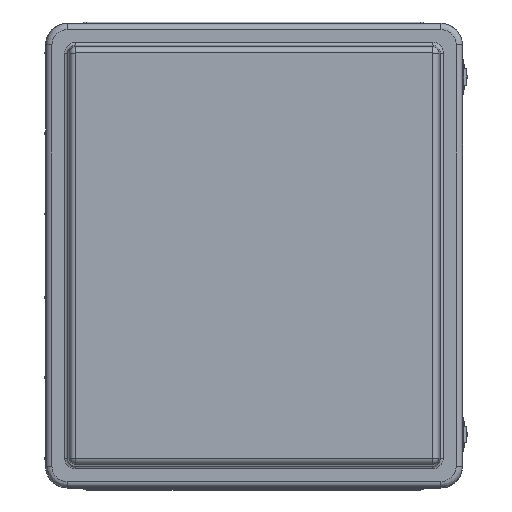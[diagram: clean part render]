
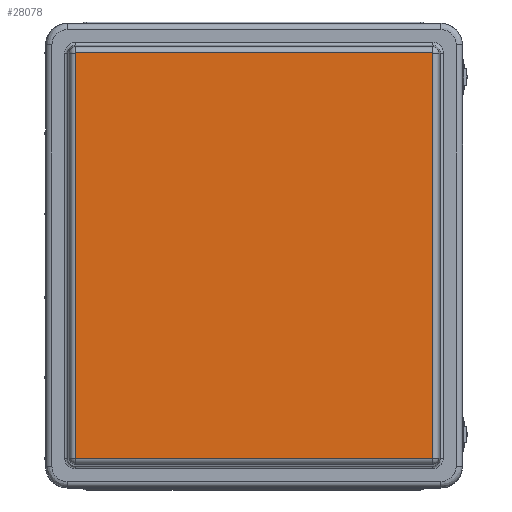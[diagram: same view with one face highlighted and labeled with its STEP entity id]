
A CAD part, top view. The second image highlights one B-rep face of the part: STEP entity #28078.
In plain terms, the highlighted planar face has unit normal (0, 0, 1).
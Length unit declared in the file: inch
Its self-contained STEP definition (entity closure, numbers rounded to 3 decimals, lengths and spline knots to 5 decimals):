
#1080 = ORIENTED_EDGE ( 'NONE', *, *, #10456, .T. ) ;
#2123 = CARTESIAN_POINT ( 'NONE',  ( 7.51099, -8.49691, 2.07939 ) ) ;
#2519 = ORIENTED_EDGE ( 'NONE', *, *, #47333, .F. ) ;
#4478 = CARTESIAN_POINT ( 'NONE',  ( -7.48123, -8.49245, 2.07939 ) ) ;
#4557 = VERTEX_POINT ( 'NONE', #20306 ) ;
#4635 = CARTESIAN_POINT ( 'NONE',  ( 7.5015, 8.50292, 2.07939 ) ) ;
#4739 = CARTESIAN_POINT ( 'NONE',  ( -7.47077, -8.50292, 2.07939 ) ) ;
#4809 = CARTESIAN_POINT ( 'NONE',  ( -7.47364, 8.50292, 2.07939 ) ) ;
#5096 = CARTESIAN_POINT ( 'NONE',  ( 3.75844, -8.50292, 2.07939 ) ) ;
#5779 = CARTESIAN_POINT ( 'NONE',  ( -7.4734, -8.50267, 2.07939 ) ) ;
#7568 = CARTESIAN_POINT ( 'NONE',  ( 7.5015, -8.50292, 2.07939 ) ) ;
#7736 = AXIS2_PLACEMENT_3D ( 'NONE', #72822, #30372, #24622 ) ;
#8181 = CARTESIAN_POINT ( 'NONE',  ( 7.51173, -8.49508, 2.07939 ) ) ;
#9757 = EDGE_CURVE ( 'NONE', #55223, #51761, #12498, .T. ) ;
#10345 = CARTESIAN_POINT ( 'NONE',  ( -7.48025, 8.49691, 2.07939 ) ) ;
#10366 = EDGE_CURVE ( 'NONE', #42977, #27567, #24572, .T. ) ;
#10456 = EDGE_CURVE ( 'NONE', #41716, #12878, #66495, .T. ) ;
#10875 = CARTESIAN_POINT ( 'NONE',  ( -7.48123, 8.49245, 2.07939 ) ) ;
#11413 = VECTOR ( 'NONE', #70857, 39.37008 ) ;
#12498 = B_SPLINE_CURVE_WITH_KNOTS ( 'NONE', 3,
 ( #22176, #4809, #23225, #40164, #46078, #40412, #10345, #52116, #46343, #10875 ),
 .UNSPECIFIED., .F., .F.,
 ( 4, 2, 2, 2, 4 ),
 ( 0., 0.5, 0.625, 0.75, 1. ),
 .UNSPECIFIED. ) ;
#12878 = VERTEX_POINT ( 'NONE', #68751 ) ;
#13260 = VECTOR ( 'NONE', #22981, 39.37008 ) ;
#13835 = ORIENTED_EDGE ( 'NONE', *, *, #47283, .T. ) ;
#15000 = CARTESIAN_POINT ( 'NONE',  ( 7.51197, -8.49245, 2.07939 ) ) ;
#15071 = CARTESIAN_POINT ( 'NONE',  ( -7.47077, 8.50292, 2.07939 ) ) ;
#16082 = CARTESIAN_POINT ( 'NONE',  ( -7.48123, -4.24622, 2.07939 ) ) ;
#16292 = ORIENTED_EDGE ( 'NONE', *, *, #29615, .F. ) ;
#20306 = CARTESIAN_POINT ( 'NONE',  ( 7.51197, 8.49245, 2.07939 ) ) ;
#20599 = ORIENTED_EDGE ( 'NONE', *, *, #24030, .F. ) ;
#20815 = LINE ( 'NONE', #41148, #11413 ) ;
#21579 = CARTESIAN_POINT ( 'NONE',  ( -7.48016, -8.49784, 2.07939 ) ) ;
#22176 = CARTESIAN_POINT ( 'NONE',  ( -7.47077, 8.50292, 2.07939 ) ) ;
#22981 = DIRECTION ( 'NONE',  ( -1., 0., 0. ) ) ;
#23225 = CARTESIAN_POINT ( 'NONE',  ( -7.47616, 8.50184, 2.07939 ) ) ;
#23908 = CARTESIAN_POINT ( 'NONE',  ( 7.51197, 8.49532, 2.07939 ) ) ;
#24030 = EDGE_CURVE ( 'NONE', #42977, #12878, #38565, .T. ) ;
#24175 = ORIENTED_EDGE ( 'NONE', *, *, #9757, .T. ) ;
#24572 = B_SPLINE_CURVE_WITH_KNOTS ( 'NONE', 3,
 ( #61946, #74511, #50743, #50232, #62718, #56462, #2123, #8181, #38554, #15000 ),
 .UNSPECIFIED., .F., .F.,
 ( 4, 2, 2, 2, 4 ),
 ( 0., 0.5, 0.625, 0.75, 1. ),
 .UNSPECIFIED. ) ;
#24622 = DIRECTION ( 'NONE',  ( 1., 0., 0. ) ) ;
#24679 = DIRECTION ( 'NONE',  ( 1., 0., 0. ) ) ;
#26234 = EDGE_CURVE ( 'NONE', #4557, #27567, #20815, .T. ) ;
#26531 = LINE ( 'NONE', #16082, #75968 ) ;
#27567 = VERTEX_POINT ( 'NONE', #54225 ) ;
#28078 = ADVANCED_FACE ( 'NONE', ( #34210 ), #43291, .T. ) ;
#28219 = CARTESIAN_POINT ( 'NONE',  ( -7.48123, 8.49245, 2.07939 ) ) ;
#29388 = CARTESIAN_POINT ( 'NONE',  ( 7.5109, 8.49784, 2.07939 ) ) ;
#29615 = EDGE_CURVE ( 'NONE', #41716, #51761, #26531, .T. ) ;
#29904 = CARTESIAN_POINT ( 'NONE',  ( 7.50414, 8.50267, 2.07939 ) ) ;
#30372 = DIRECTION ( 'NONE',  ( 0., 0., 1. ) ) ;
#34210 = FACE_OUTER_BOUND ( 'NONE', #58389, .T. ) ;
#34842 = CARTESIAN_POINT ( 'NONE',  ( -7.48123, -8.49245, 2.07939 ) ) ;
#35646 = CARTESIAN_POINT ( 'NONE',  ( -7.47713, -8.5008, 2.07939 ) ) ;
#37197 = ORIENTED_EDGE ( 'NONE', *, *, #10366, .T. ) ;
#38554 = CARTESIAN_POINT ( 'NONE',  ( 7.51197, -8.4938, 2.07939 ) ) ;
#38565 = LINE ( 'NONE', #5096, #13260 ) ;
#40164 = CARTESIAN_POINT ( 'NONE',  ( -7.47867, 8.49935, 2.07939 ) ) ;
#40412 = CARTESIAN_POINT ( 'NONE',  ( -7.47989, 8.49763, 2.07939 ) ) ;
#41148 = CARTESIAN_POINT ( 'NONE',  ( 7.51197, 4.24623, 2.07939 ) ) ;
#41339 = CARTESIAN_POINT ( 'NONE',  ( 7.51197, 8.49245, 2.07939 ) ) ;
#41604 = CARTESIAN_POINT ( 'NONE',  ( -7.47523, -8.50194, 2.07939 ) ) ;
#41716 = VERTEX_POINT ( 'NONE', #34842 ) ;
#42977 = VERTEX_POINT ( 'NONE', #7568 ) ;
#43291 = PLANE ( 'NONE',  #7736 ) ;
#45003 = ORIENTED_EDGE ( 'NONE', *, *, #26234, .F. ) ;
#46078 = CARTESIAN_POINT ( 'NONE',  ( -7.47911, 8.49881, 2.07939 ) ) ;
#46343 = CARTESIAN_POINT ( 'NONE',  ( -7.48123, 8.4938, 2.07939 ) ) ;
#47109 = B_SPLINE_CURVE_WITH_KNOTS ( 'NONE', 3,
 ( #41339, #23908, #29388, #70811, #71068, #59304, #65570, #29904, #77657, #47810 ),
 .UNSPECIFIED., .F., .F.,
 ( 4, 2, 2, 2, 4 ),
 ( 0., 0.5, 0.625, 0.75, 1. ),
 .UNSPECIFIED. ) ;
#47283 = EDGE_CURVE ( 'NONE', #4557, #56718, #47109, .T. ) ;
#47329 = CARTESIAN_POINT ( 'NONE',  ( -7.47767, -8.50035, 2.07939 ) ) ;
#47333 = EDGE_CURVE ( 'NONE', #55223, #56718, #55664, .T. ) ;
#47590 = CARTESIAN_POINT ( 'NONE',  ( -7.47211, -8.50292, 2.07939 ) ) ;
#47810 = CARTESIAN_POINT ( 'NONE',  ( 7.5015, 8.50292, 2.07939 ) ) ;
#50232 = CARTESIAN_POINT ( 'NONE',  ( 7.50941, -8.49935, 2.07939 ) ) ;
#50743 = CARTESIAN_POINT ( 'NONE',  ( 7.5069, -8.50184, 2.07939 ) ) ;
#51269 = CARTESIAN_POINT ( 'NONE',  ( -7.48123, -8.49532, 2.07939 ) ) ;
#51761 = VERTEX_POINT ( 'NONE', #28219 ) ;
#52116 = CARTESIAN_POINT ( 'NONE',  ( -7.48099, 8.49508, 2.07939 ) ) ;
#54225 = CARTESIAN_POINT ( 'NONE',  ( 7.51197, -8.49245, 2.07939 ) ) ;
#54709 = VECTOR ( 'NONE', #24679, 39.37008 ) ;
#55223 = VERTEX_POINT ( 'NONE', #15071 ) ;
#55664 = LINE ( 'NONE', #60321, #54709 ) ;
#56462 = CARTESIAN_POINT ( 'NONE',  ( 7.51063, -8.49763, 2.07939 ) ) ;
#56718 = VERTEX_POINT ( 'NONE', #4635 ) ;
#58389 = EDGE_LOOP ( 'NONE', ( #1080, #20599, #37197, #45003, #13835, #2519, #24175, #16292 ) ) ;
#59304 = CARTESIAN_POINT ( 'NONE',  ( 7.50668, 8.50158, 2.07939 ) ) ;
#60321 = CARTESIAN_POINT ( 'NONE',  ( -3.7277, 8.50292, 2.07939 ) ) ;
#61946 = CARTESIAN_POINT ( 'NONE',  ( 7.5015, -8.50292, 2.07939 ) ) ;
#62718 = CARTESIAN_POINT ( 'NONE',  ( 7.50985, -8.49881, 2.07939 ) ) ;
#65570 = CARTESIAN_POINT ( 'NONE',  ( 7.50597, 8.50194, 2.07939 ) ) ;
#66495 = B_SPLINE_CURVE_WITH_KNOTS ( 'NONE', 3,
 ( #4478, #51269, #21579, #47329, #35646, #77408, #41604, #5779, #47590, #4739 ),
 .UNSPECIFIED., .F., .F.,
 ( 4, 2, 2, 2, 4 ),
 ( 0., 0.5, 0.625, 0.75, 1. ),
 .UNSPECIFIED. ) ;
#68751 = CARTESIAN_POINT ( 'NONE',  ( -7.47077, -8.50292, 2.07939 ) ) ;
#69322 = DIRECTION ( 'NONE',  ( 0., 1., 0. ) ) ;
#70811 = CARTESIAN_POINT ( 'NONE',  ( 7.50841, 8.50035, 2.07939 ) ) ;
#70857 = DIRECTION ( 'NONE',  ( 0., -1., 0. ) ) ;
#71068 = CARTESIAN_POINT ( 'NONE',  ( 7.50787, 8.5008, 2.07939 ) ) ;
#72822 = CARTESIAN_POINT ( 'NONE',  ( 0.01537, 0., 2.07939 ) ) ;
#74511 = CARTESIAN_POINT ( 'NONE',  ( 7.50438, -8.50292, 2.07939 ) ) ;
#75968 = VECTOR ( 'NONE', #69322, 39.37008 ) ;
#77408 = CARTESIAN_POINT ( 'NONE',  ( -7.47594, -8.50158, 2.07939 ) ) ;
#77657 = CARTESIAN_POINT ( 'NONE',  ( 7.50285, 8.50292, 2.07939 ) ) ;
